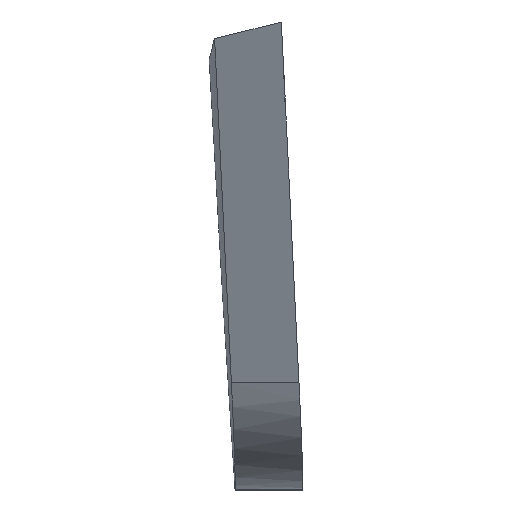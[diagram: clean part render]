
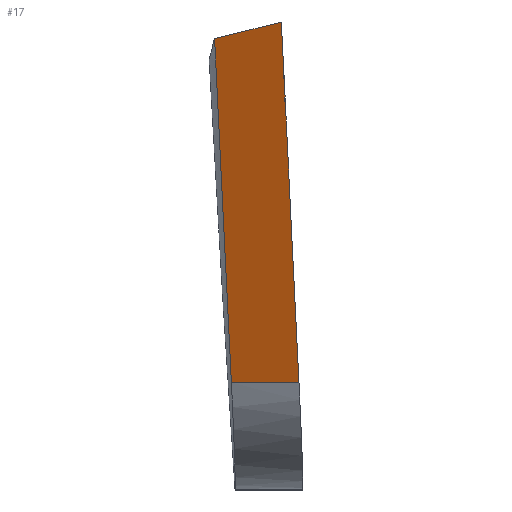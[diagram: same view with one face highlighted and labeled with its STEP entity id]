
A CAD part, front view. The second image highlights one B-rep face of the part: STEP entity #17.
In plain terms, the highlighted planar face has unit normal (0, -0.929, -0.37).
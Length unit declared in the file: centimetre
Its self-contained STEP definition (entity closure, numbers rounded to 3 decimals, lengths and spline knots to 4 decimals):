
#17=ADVANCED_FACE('',(#25),#126,.T.);
#25=FACE_OUTER_BOUND('',#33,.T.);
#33=EDGE_LOOP('',(#50,#51,#52,#53));
#50=ORIENTED_EDGE('',*,*,#77,.T.);
#51=ORIENTED_EDGE('',*,*,#91,.F.);
#52=ORIENTED_EDGE('',*,*,#82,.T.);
#53=ORIENTED_EDGE('',*,*,#84,.T.);
#77=EDGE_CURVE('',#114,#113,#95,.T.);
#82=EDGE_CURVE('',#119,#120,#100,.T.);
#84=EDGE_CURVE('',#120,#114,#102,.T.);
#91=EDGE_CURVE('',#119,#113,#109,.T.);
#95=B_SPLINE_CURVE_WITH_KNOTS('',3,(#695,#696,#697,#698,#699,#700,#701,
#702,#703,#704,#705,#706,#707,#708,#709,#710,#711,#712,#713,#714,#715,#716,
#717,#718,#719,#720,#721,#722,#723,#724,#725,#726,#727,#728,#729),
 .UNSPECIFIED.,.F.,.F.,(4,2,2,2,2,2,3,3,3,3,3,3,3,4),(0.,0.0001,
0.0001,0.0001,0.0001,0.0001,
0.0002,0.001,0.0042,0.0154,
0.0542,0.1863,0.6311,1.0869),
 .UNSPECIFIED.);
#100=B_SPLINE_CURVE_WITH_KNOTS('',3,(#789,#790,#791,#792,#793,#794,#795,
#796),.UNSPECIFIED.,.F.,.F.,(4,2,2,4),(0.,0.7423,1.1135,
1.139),.UNSPECIFIED.);
#102=B_SPLINE_CURVE_WITH_KNOTS('',3,(#805,#806,#807,#808,#809,#810,#811,
#812,#813,#814,#815,#816,#817,#818,#819,#820,#821,#822,#823,#824,#825,#826,
#827,#828,#829),.UNSPECIFIED.,.F.,.F.,(4,3,3,3,3,3,3,3,4),(0.,0.0375,
0.0751,0.1126,0.1502,0.1877,
0.2253,0.2628,0.3003),.UNSPECIFIED.);
#109=B_SPLINE_CURVE_WITH_KNOTS('',1,(#875,#876),.UNSPECIFIED.,.F.,.F.,(2,
2),(-0.3636,-0.0654),.UNSPECIFIED.);
#113=VERTEX_POINT('',#661);
#114=VERTEX_POINT('',#662);
#119=VERTEX_POINT('',#667);
#120=VERTEX_POINT('',#668);
#126=PLANE('',#219);
#219=AXIS2_PLACEMENT_3D('',#243,#225,$);
#225=DIRECTION('',(0.,-0.929,-0.37));
#243=CARTESIAN_POINT('',(-390.8297,473.9667,56.6769));
#661=CARTESIAN_POINT('',(-390.7804,474.3879,55.6199));
#662=CARTESIAN_POINT('',(-390.8297,473.9861,56.6284));
#667=CARTESIAN_POINT('',(-390.5822,474.3879,55.6199));
#668=CARTESIAN_POINT('',(-390.634,473.9667,56.6769));
#695=CARTESIAN_POINT('',(-390.8297,473.9861,56.6284));
#696=CARTESIAN_POINT('',(-390.8297,473.9861,56.6284));
#697=CARTESIAN_POINT('',(-390.8297,473.986,56.6285));
#698=CARTESIAN_POINT('',(-390.8297,473.986,56.6285));
#699=CARTESIAN_POINT('',(-390.8297,473.986,56.6285));
#700=CARTESIAN_POINT('',(-390.8297,473.986,56.6285));
#701=CARTESIAN_POINT('',(-390.8297,473.986,56.6285));
#702=CARTESIAN_POINT('',(-390.8297,473.986,56.6285));
#703=CARTESIAN_POINT('',(-390.8297,473.986,56.6285));
#704=CARTESIAN_POINT('',(-390.8297,473.986,56.6286));
#705=CARTESIAN_POINT('',(-390.8297,473.986,56.6286));
#706=CARTESIAN_POINT('',(-390.8297,473.986,56.6285));
#707=CARTESIAN_POINT('',(-390.8297,473.9861,56.6284));
#708=CARTESIAN_POINT('',(-390.8297,473.9861,56.6284));
#709=CARTESIAN_POINT('',(-390.8297,473.9862,56.6282));
#710=CARTESIAN_POINT('',(-390.8296,473.9863,56.6278));
#711=CARTESIAN_POINT('',(-390.8296,473.9864,56.6276));
#712=CARTESIAN_POINT('',(-390.8296,473.9868,56.6266));
#713=CARTESIAN_POINT('',(-390.8295,473.9872,56.6257));
#714=CARTESIAN_POINT('',(-390.8295,473.9875,56.6247));
#715=CARTESIAN_POINT('',(-390.8293,473.9889,56.6212));
#716=CARTESIAN_POINT('',(-390.8291,473.9903,56.6177));
#717=CARTESIAN_POINT('',(-390.8289,473.9917,56.6142));
#718=CARTESIAN_POINT('',(-390.8283,473.9965,56.6022));
#719=CARTESIAN_POINT('',(-390.8277,474.0013,56.5902));
#720=CARTESIAN_POINT('',(-390.8271,474.0061,56.5782));
#721=CARTESIAN_POINT('',(-390.8251,474.0223,56.5374));
#722=CARTESIAN_POINT('',(-390.8232,474.0386,56.4966));
#723=CARTESIAN_POINT('',(-390.8212,474.0549,56.4557));
#724=CARTESIAN_POINT('',(-390.8145,474.1097,56.3181));
#725=CARTESIAN_POINT('',(-390.8078,474.1646,56.1805));
#726=CARTESIAN_POINT('',(-390.8011,474.2194,56.0429));
#727=CARTESIAN_POINT('',(-390.7942,474.2756,55.9019));
#728=CARTESIAN_POINT('',(-390.7873,474.3318,55.7609));
#729=CARTESIAN_POINT('',(-390.7804,474.3879,55.6199));
#789=CARTESIAN_POINT('',(-390.5822,474.3879,55.6199));
#790=CARTESIAN_POINT('',(-390.5909,474.3177,55.7961));
#791=CARTESIAN_POINT('',(-390.5995,474.2475,55.9723));
#792=CARTESIAN_POINT('',(-390.6123,474.1422,56.2365));
#793=CARTESIAN_POINT('',(-390.6166,474.1071,56.3246));
#794=CARTESIAN_POINT('',(-390.6211,474.0696,56.4188));
#795=CARTESIAN_POINT('',(-390.6332,473.9691,56.6709));
#796=CARTESIAN_POINT('',(-390.634,473.9667,56.6769));
#805=CARTESIAN_POINT('',(-390.634,473.9667,56.6769));
#806=CARTESIAN_POINT('',(-390.6421,473.9675,56.6749));
#807=CARTESIAN_POINT('',(-390.6503,473.9683,56.6729));
#808=CARTESIAN_POINT('',(-390.6584,473.9692,56.6709));
#809=CARTESIAN_POINT('',(-390.6666,473.97,56.6688));
#810=CARTESIAN_POINT('',(-390.6747,473.9708,56.6668));
#811=CARTESIAN_POINT('',(-390.6829,473.9716,56.6648));
#812=CARTESIAN_POINT('',(-390.6911,473.9724,56.6627));
#813=CARTESIAN_POINT('',(-390.6992,473.9732,56.6607));
#814=CARTESIAN_POINT('',(-390.7074,473.974,56.6587));
#815=CARTESIAN_POINT('',(-390.7155,473.9748,56.6567));
#816=CARTESIAN_POINT('',(-390.7237,473.9756,56.6547));
#817=CARTESIAN_POINT('',(-390.7318,473.9764,56.6526));
#818=CARTESIAN_POINT('',(-390.74,473.9772,56.6506));
#819=CARTESIAN_POINT('',(-390.7481,473.978,56.6486));
#820=CARTESIAN_POINT('',(-390.7563,473.9788,56.6466));
#821=CARTESIAN_POINT('',(-390.7645,473.9796,56.6446));
#822=CARTESIAN_POINT('',(-390.7726,473.9804,56.6425));
#823=CARTESIAN_POINT('',(-390.7808,473.9812,56.6405));
#824=CARTESIAN_POINT('',(-390.7889,473.982,56.6385));
#825=CARTESIAN_POINT('',(-390.7971,473.9828,56.6365));
#826=CARTESIAN_POINT('',(-390.8052,473.9837,56.6345));
#827=CARTESIAN_POINT('',(-390.8134,473.9845,56.6325));
#828=CARTESIAN_POINT('',(-390.8216,473.9853,56.6304));
#829=CARTESIAN_POINT('',(-390.8297,473.9861,56.6284));
#875=CARTESIAN_POINT('',(-390.5822,474.3879,55.6199));
#876=CARTESIAN_POINT('',(-390.7804,474.3879,55.6199));
